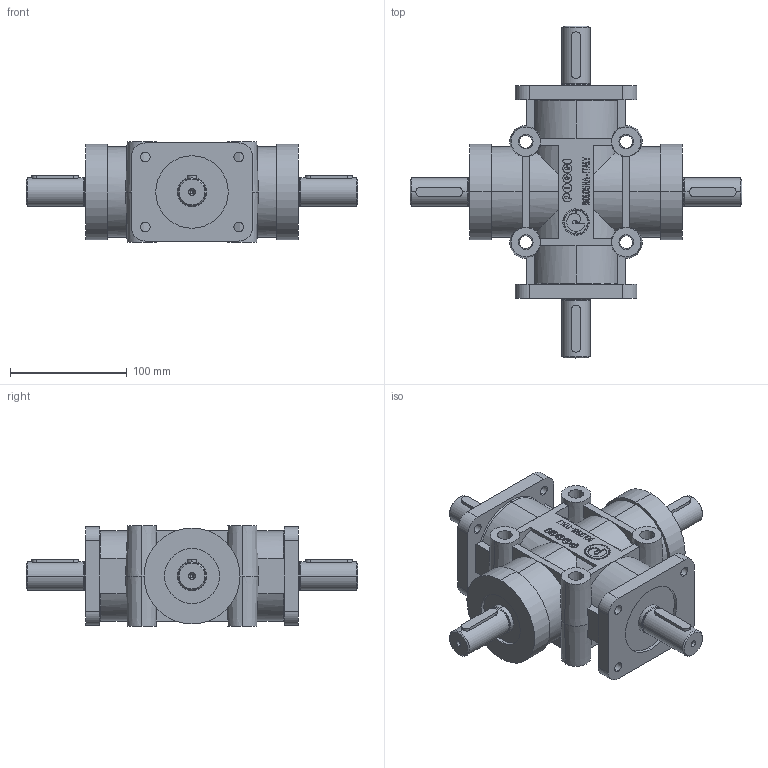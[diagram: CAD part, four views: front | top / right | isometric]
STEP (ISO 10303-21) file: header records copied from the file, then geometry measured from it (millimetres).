
FILE_DESCRIPTION(('STEP AP214'),'1');
FILE_NAME('182027111.stp','2017-10-10T10:36:16',('TraceParts'),('TraceParts S.A.'),'Spatial InterOp 3D',' ',' ');
FILE_SCHEMA(('automotive_design'));
Length unit declared in the file: millimetre
Products named in the file (1): 182027111
Bounding box: 284 x 284 x 86 mm (x, y, z)
Volume: 1716489 mm3; surface area: 158070.7 mm2
Topology: 1 solids, 1 shells, 996 faces, 2674 edges, 1754 vertices
Faces by surface type: plane 420, extrusion 346, cylinder 136, cone 70, torus 24
Entity records: 57618 total; most frequent: CARTESIAN_POINT 26419, ORIENTED_EDGE 5332, DIRECTION 3662, EDGE_CURVE 2666, VERTEX_POINT 1754, VECTOR 1516, B_SPLINE_CURVE_WITH_KNOTS 1420, LINE 1170
